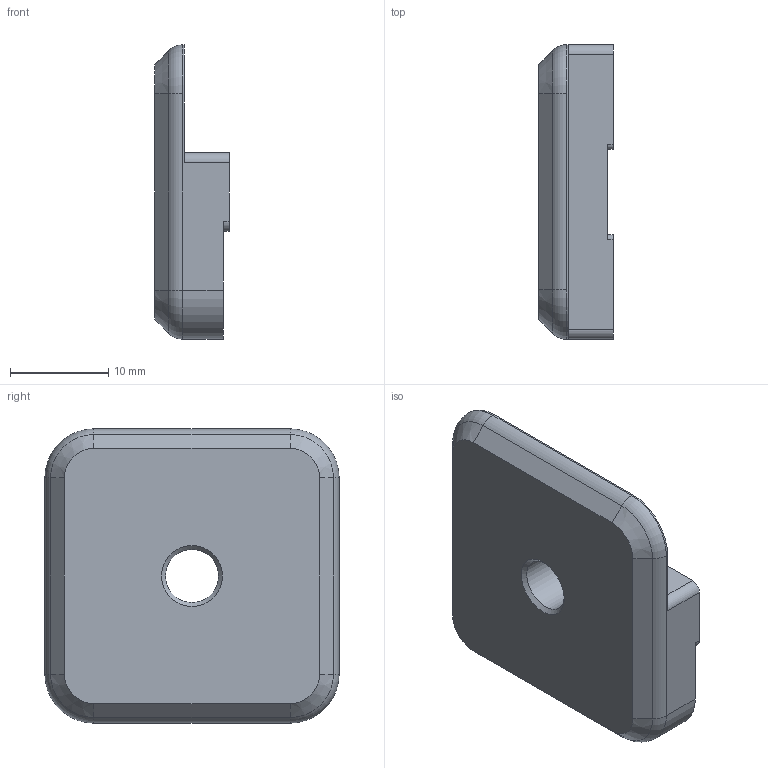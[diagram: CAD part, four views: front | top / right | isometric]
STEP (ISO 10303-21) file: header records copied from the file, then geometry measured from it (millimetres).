
FILE_DESCRIPTION(/* description */ (''),/* implementation_level */ '2;1');
FILE_NAME(/* name */ 'PanelClip_4mm_x10.step',/* time_stamp */ '2023-03-29T11:12:01+02:00',/* author */ (''),/* organization */ (''),/* preprocessor_version */ 'ST-DEVELOPER v19.2',/* originating_system */ 'Autodesk Translation Framework v11.17.0.187',/* authorisation */ '');
FILE_SCHEMA (('AUTOMOTIVE_DESIGN { 1 0 10303 214 3 1 1 }'));
Length unit declared in the file: millimetre
Products named in the file (1): (Nicht gespeichert)
Bounding box: 7.6 x 30 x 30 mm (x, y, z)
Volume: 4580.5 mm3; surface area: 2429.9 mm2
Topology: 1 solids, 1 shells, 44 faces, 109 edges, 67 vertices
Faces by surface type: cylinder 19, plane 16, cone 5, torus 4
Full cylindrical faces by diameter (mm): 5.4 x1
Entity records: 1337 total; most frequent: DIRECTION 246, CARTESIAN_POINT 221, ORIENTED_EDGE 218, EDGE_CURVE 109, AXIS2_PLACEMENT_3D 92, VERTEX_POINT 67, LINE 62, VECTOR 62
